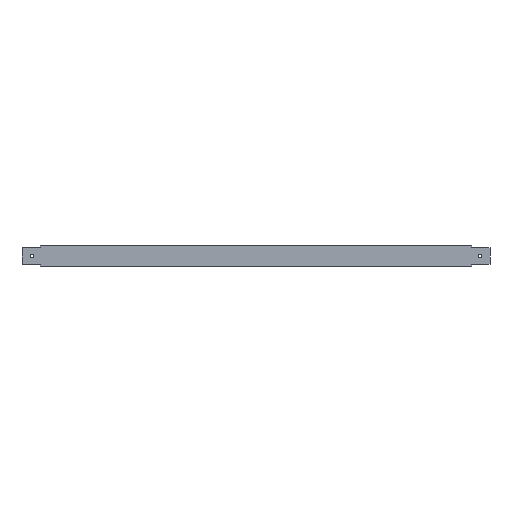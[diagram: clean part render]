
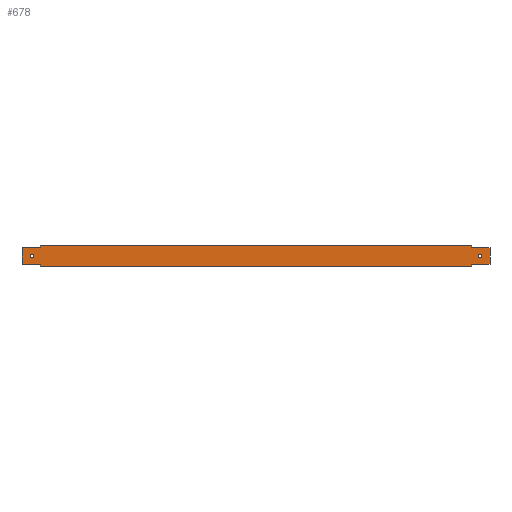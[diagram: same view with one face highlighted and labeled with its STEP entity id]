
A CAD part, top view. The second image highlights one B-rep face of the part: STEP entity #678.
In plain terms, the highlighted planar face has unit normal (0, 0, 1).
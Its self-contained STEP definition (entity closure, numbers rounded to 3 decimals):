
#94=DIRECTION('',(1.,0.,0.));
#95=VECTOR('',#94,504.);
#96=CARTESIAN_POINT('',(-252.,-11.75,0.));
#97=LINE('',#96,#95);
#108=CARTESIAN_POINT('',(261.75,0.,0.));
#109=DIRECTION('',(0.,0.,1.));
#110=DIRECTION('',(-1.,0.,0.));
#111=AXIS2_PLACEMENT_3D('',#108,#109,#110);
#116=CARTESIAN_POINT('',(261.75,0.,0.));
#117=DIRECTION('',(0.,0.,1.));
#118=DIRECTION('',(1.,0.,0.));
#119=AXIS2_PLACEMENT_3D('',#116,#117,#118);
#124=CARTESIAN_POINT('',(-261.75,0.,0.));
#125=DIRECTION('',(0.,0.,1.));
#126=DIRECTION('',(-1.,0.,0.));
#127=AXIS2_PLACEMENT_3D('',#124,#125,#126);
#132=CARTESIAN_POINT('',(-261.75,0.,0.));
#133=DIRECTION('',(0.,0.,1.));
#134=DIRECTION('',(1.,0.,0.));
#135=AXIS2_PLACEMENT_3D('',#132,#133,#134);
#140=DIRECTION('',(0.,-1.,0.));
#141=VECTOR('',#140,2.);
#142=CARTESIAN_POINT('',(252.,11.75,0.));
#143=LINE('',#142,#141);
#147=DIRECTION('',(1.,0.,0.));
#148=VECTOR('',#147,21.5);
#149=CARTESIAN_POINT('',(252.,9.75,0.));
#150=LINE('',#149,#148);
#154=DIRECTION('',(0.,-1.,0.));
#155=VECTOR('',#154,19.5);
#156=CARTESIAN_POINT('',(273.5,9.75,0.));
#157=LINE('',#156,#155);
#161=DIRECTION('',(-1.,0.,0.));
#162=VECTOR('',#161,21.5);
#163=CARTESIAN_POINT('',(273.5,-9.75,0.));
#164=LINE('',#163,#162);
#168=DIRECTION('',(0.,-1.,0.));
#169=VECTOR('',#168,2.);
#170=CARTESIAN_POINT('',(252.,-9.75,0.));
#171=LINE('',#170,#169);
#175=DIRECTION('',(0.,1.,0.));
#176=VECTOR('',#175,2.);
#177=CARTESIAN_POINT('',(-252.,-11.75,0.));
#178=LINE('',#177,#176);
#182=DIRECTION('',(-1.,0.,0.));
#183=VECTOR('',#182,21.5);
#184=CARTESIAN_POINT('',(-252.,-9.75,0.));
#185=LINE('',#184,#183);
#189=DIRECTION('',(0.,1.,0.));
#190=VECTOR('',#189,19.5);
#191=CARTESIAN_POINT('',(-273.5,-9.75,0.));
#192=LINE('',#191,#190);
#196=DIRECTION('',(1.,0.,0.));
#197=VECTOR('',#196,21.5);
#198=CARTESIAN_POINT('',(-273.5,9.75,0.));
#199=LINE('',#198,#197);
#203=DIRECTION('',(0.,1.,0.));
#204=VECTOR('',#203,2.);
#205=CARTESIAN_POINT('',(-252.,9.75,0.));
#206=LINE('',#205,#204);
#361=DIRECTION('',(-1.,0.,0.));
#362=VECTOR('',#361,504.);
#363=CARTESIAN_POINT('',(252.,11.75,0.));
#364=LINE('',#363,#362);
#484=CARTESIAN_POINT('',(-252.,-11.75,0.));
#485=CARTESIAN_POINT('',(-252.,-9.75,0.));
#486=VERTEX_POINT('',#484);
#487=VERTEX_POINT('',#485);
#488=CARTESIAN_POINT('',(-273.5,-9.75,0.));
#489=VERTEX_POINT('',#488);
#490=CARTESIAN_POINT('',(-273.5,9.75,0.));
#491=VERTEX_POINT('',#490);
#492=CARTESIAN_POINT('',(-252.,9.75,0.));
#493=VERTEX_POINT('',#492);
#494=CARTESIAN_POINT('',(-252.,11.75,0.));
#495=VERTEX_POINT('',#494);
#496=CARTESIAN_POINT('',(-263.75,0.,0.));
#497=CARTESIAN_POINT('',(-259.75,0.,0.));
#498=VERTEX_POINT('',#496);
#499=VERTEX_POINT('',#497);
#524=CARTESIAN_POINT('',(252.,9.75,0.));
#525=CARTESIAN_POINT('',(273.5,9.75,0.));
#526=VERTEX_POINT('',#524);
#527=VERTEX_POINT('',#525);
#528=CARTESIAN_POINT('',(273.5,-9.75,0.));
#529=VERTEX_POINT('',#528);
#530=CARTESIAN_POINT('',(252.,-9.75,0.));
#531=VERTEX_POINT('',#530);
#532=CARTESIAN_POINT('',(252.,-11.75,0.));
#533=VERTEX_POINT('',#532);
#534=CARTESIAN_POINT('',(252.,11.75,0.));
#535=VERTEX_POINT('',#534);
#536=CARTESIAN_POINT('',(259.75,0.,0.));
#537=CARTESIAN_POINT('',(263.75,0.,0.));
#538=VERTEX_POINT('',#536);
#539=VERTEX_POINT('',#537);
#636=CARTESIAN_POINT('',(0.,0.,0.));
#637=DIRECTION('',(0.,0.,1.));
#638=DIRECTION('',(1.,0.,0.));
#639=AXIS2_PLACEMENT_3D('',#636,#637,#638);
#640=PLANE('',#639);
#642=ORIENTED_EDGE('',*,*,#641,.F.);
#644=ORIENTED_EDGE('',*,*,#643,.T.);
#646=ORIENTED_EDGE('',*,*,#645,.T.);
#648=ORIENTED_EDGE('',*,*,#647,.T.);
#650=ORIENTED_EDGE('',*,*,#649,.T.);
#652=ORIENTED_EDGE('',*,*,#651,.T.);
#653=ORIENTED_EDGE('',*,*,#619,.F.);
#655=ORIENTED_EDGE('',*,*,#654,.T.);
#657=ORIENTED_EDGE('',*,*,#656,.T.);
#659=ORIENTED_EDGE('',*,*,#658,.T.);
#661=ORIENTED_EDGE('',*,*,#660,.T.);
#663=ORIENTED_EDGE('',*,*,#662,.T.);
#664=EDGE_LOOP('',(#642,#644,#646,#648,#650,#652,#653,#655,#657,#659,#661,
#663));
#665=FACE_OUTER_BOUND('',#664,.F.);
#667=ORIENTED_EDGE('',*,*,#666,.T.);
#669=ORIENTED_EDGE('',*,*,#668,.T.);
#670=EDGE_LOOP('',(#667,#669));
#671=FACE_BOUND('',#670,.F.);
#673=ORIENTED_EDGE('',*,*,#672,.T.);
#675=ORIENTED_EDGE('',*,*,#674,.T.);
#676=EDGE_LOOP('',(#673,#675));
#677=FACE_BOUND('',#676,.F.);
#112=CIRCLE('',#111,2.);
#120=CIRCLE('',#119,2.);
#128=CIRCLE('',#127,2.);
#136=CIRCLE('',#135,2.);
#619=EDGE_CURVE('',#486,#533,#97,.T.);
#641=EDGE_CURVE('',#535,#495,#364,.T.);
#643=EDGE_CURVE('',#535,#526,#143,.T.);
#645=EDGE_CURVE('',#526,#527,#150,.T.);
#647=EDGE_CURVE('',#527,#529,#157,.T.);
#649=EDGE_CURVE('',#529,#531,#164,.T.);
#651=EDGE_CURVE('',#531,#533,#171,.T.);
#654=EDGE_CURVE('',#486,#487,#178,.T.);
#656=EDGE_CURVE('',#487,#489,#185,.T.);
#658=EDGE_CURVE('',#489,#491,#192,.T.);
#660=EDGE_CURVE('',#491,#493,#199,.T.);
#662=EDGE_CURVE('',#493,#495,#206,.T.);
#666=EDGE_CURVE('',#498,#499,#128,.T.);
#668=EDGE_CURVE('',#499,#498,#136,.T.);
#672=EDGE_CURVE('',#538,#539,#112,.T.);
#674=EDGE_CURVE('',#539,#538,#120,.T.);
#678=ADVANCED_FACE('',(#665,#671,#677),#640,.T.);
